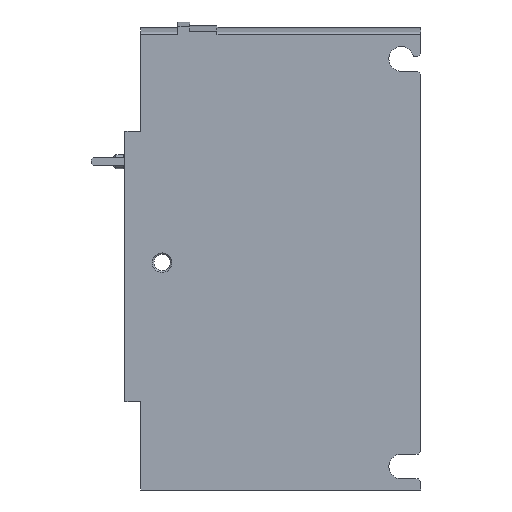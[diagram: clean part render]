
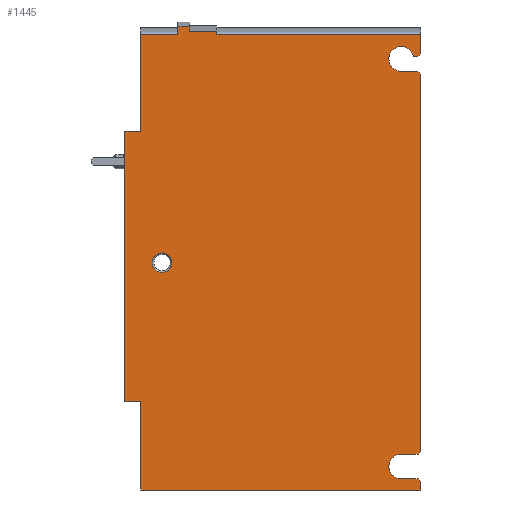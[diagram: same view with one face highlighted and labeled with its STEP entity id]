
A CAD part, left-side view. The second image highlights one B-rep face of the part: STEP entity #1445.
In plain terms, the highlighted planar face has unit normal (-1, 0, 0).
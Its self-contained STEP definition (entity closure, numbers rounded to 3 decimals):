
#42=CIRCLE('',#1513,2.5);
#43=CIRCLE('',#1514,3.15);
#44=CIRCLE('',#1515,3.15);
#90=ORIENTED_EDGE('',*,*,#374,.F.);
#91=ORIENTED_EDGE('',*,*,#375,.T.);
#92=ORIENTED_EDGE('',*,*,#376,.T.);
#93=ORIENTED_EDGE('',*,*,#377,.T.);
#94=ORIENTED_EDGE('',*,*,#378,.T.);
#95=ORIENTED_EDGE('',*,*,#379,.T.);
#96=ORIENTED_EDGE('',*,*,#380,.T.);
#97=ORIENTED_EDGE('',*,*,#381,.T.);
#98=ORIENTED_EDGE('',*,*,#382,.T.);
#99=ORIENTED_EDGE('',*,*,#383,.T.);
#100=ORIENTED_EDGE('',*,*,#384,.T.);
#101=ORIENTED_EDGE('',*,*,#385,.T.);
#102=ORIENTED_EDGE('',*,*,#386,.T.);
#103=ORIENTED_EDGE('',*,*,#387,.F.);
#104=ORIENTED_EDGE('',*,*,#388,.T.);
#105=ORIENTED_EDGE('',*,*,#389,.T.);
#106=ORIENTED_EDGE('',*,*,#390,.T.);
#107=ORIENTED_EDGE('',*,*,#391,.F.);
#108=ORIENTED_EDGE('',*,*,#392,.F.);
#109=ORIENTED_EDGE('',*,*,#393,.F.);
#110=ORIENTED_EDGE('',*,*,#394,.F.);
#111=ORIENTED_EDGE('',*,*,#395,.F.);
#112=ORIENTED_EDGE('',*,*,#366,.F.);
#113=ORIENTED_EDGE('',*,*,#396,.F.);
#114=ORIENTED_EDGE('',*,*,#397,.F.);
#115=ORIENTED_EDGE('',*,*,#398,.T.);
#116=ORIENTED_EDGE('',*,*,#399,.T.);
#366=EDGE_CURVE('',#508,#509,#607,.T.);
#374=EDGE_CURVE('',#516,#516,#42,.T.);
#375=EDGE_CURVE('',#517,#518,#615,.T.);
#376=EDGE_CURVE('',#518,#519,#616,.T.);
#377=EDGE_CURVE('',#519,#520,#43,.T.);
#378=EDGE_CURVE('',#520,#521,#617,.T.);
#379=EDGE_CURVE('',#521,#522,#618,.T.);
#380=EDGE_CURVE('',#522,#523,#619,.T.);
#381=EDGE_CURVE('',#523,#524,#620,.T.);
#382=EDGE_CURVE('',#524,#525,#621,.T.);
#383=EDGE_CURVE('',#525,#526,#44,.T.);
#384=EDGE_CURVE('',#526,#527,#622,.T.);
#385=EDGE_CURVE('',#527,#528,#623,.T.);
#386=EDGE_CURVE('',#528,#529,#624,.T.);
#387=EDGE_CURVE('',#530,#529,#625,.T.);
#388=EDGE_CURVE('',#530,#531,#626,.T.);
#389=EDGE_CURVE('',#531,#532,#627,.T.);
#390=EDGE_CURVE('',#532,#533,#628,.T.);
#391=EDGE_CURVE('',#534,#533,#629,.T.);
#392=EDGE_CURVE('',#535,#534,#630,.T.);
#393=EDGE_CURVE('',#536,#535,#631,.T.);
#394=EDGE_CURVE('',#537,#536,#632,.T.);
#395=EDGE_CURVE('',#509,#537,#633,.T.);
#396=EDGE_CURVE('',#538,#508,#634,.T.);
#397=EDGE_CURVE('',#539,#538,#635,.T.);
#398=EDGE_CURVE('',#539,#540,#636,.T.);
#399=EDGE_CURVE('',#540,#517,#637,.T.);
#508=VERTEX_POINT('',#1922);
#509=VERTEX_POINT('',#1923);
#516=VERTEX_POINT('',#1939);
#517=VERTEX_POINT('',#1941);
#518=VERTEX_POINT('',#1942);
#519=VERTEX_POINT('',#1944);
#520=VERTEX_POINT('',#1946);
#521=VERTEX_POINT('',#1948);
#522=VERTEX_POINT('',#1950);
#523=VERTEX_POINT('',#1952);
#524=VERTEX_POINT('',#1954);
#525=VERTEX_POINT('',#1956);
#526=VERTEX_POINT('',#1958);
#527=VERTEX_POINT('',#1960);
#528=VERTEX_POINT('',#1962);
#529=VERTEX_POINT('',#1964);
#530=VERTEX_POINT('',#1966);
#531=VERTEX_POINT('',#1968);
#532=VERTEX_POINT('',#1970);
#533=VERTEX_POINT('',#1972);
#534=VERTEX_POINT('',#1974);
#535=VERTEX_POINT('',#1976);
#536=VERTEX_POINT('',#1978);
#537=VERTEX_POINT('',#1980);
#538=VERTEX_POINT('',#1983);
#539=VERTEX_POINT('',#1985);
#540=VERTEX_POINT('',#1987);
#607=LINE('',#1921,#713);
#615=LINE('',#1940,#721);
#616=LINE('',#1943,#722);
#617=LINE('',#1947,#723);
#618=LINE('',#1949,#724);
#619=LINE('',#1951,#725);
#620=LINE('',#1953,#726);
#621=LINE('',#1955,#727);
#622=LINE('',#1959,#728);
#623=LINE('',#1961,#729);
#624=LINE('',#1963,#730);
#625=LINE('',#1965,#731);
#626=LINE('',#1967,#732);
#627=LINE('',#1969,#733);
#628=LINE('',#1971,#734);
#629=LINE('',#1973,#735);
#630=LINE('',#1975,#736);
#631=LINE('',#1977,#737);
#632=LINE('',#1979,#738);
#633=LINE('',#1981,#739);
#634=LINE('',#1982,#740);
#635=LINE('',#1984,#741);
#636=LINE('',#1986,#742);
#637=LINE('',#1988,#743);
#713=VECTOR('',#1617,1000.);
#721=VECTOR('',#1629,1000.);
#722=VECTOR('',#1630,1000.);
#723=VECTOR('',#1633,1000.);
#724=VECTOR('',#1634,1000.);
#725=VECTOR('',#1635,1000.);
#726=VECTOR('',#1636,1000.);
#727=VECTOR('',#1637,1000.);
#728=VECTOR('',#1640,1000.);
#729=VECTOR('',#1641,1000.);
#730=VECTOR('',#1642,1000.);
#731=VECTOR('',#1643,1000.);
#732=VECTOR('',#1644,1000.);
#733=VECTOR('',#1645,1000.);
#734=VECTOR('',#1646,1000.);
#735=VECTOR('',#1647,1000.);
#736=VECTOR('',#1648,1000.);
#737=VECTOR('',#1649,1000.);
#738=VECTOR('',#1650,1000.);
#739=VECTOR('',#1651,1000.);
#740=VECTOR('',#1652,1000.);
#741=VECTOR('',#1653,1000.);
#742=VECTOR('',#1654,1000.);
#743=VECTOR('',#1655,1000.);
#819=EDGE_LOOP('',(#90));
#820=EDGE_LOOP('',(#91,#92,#93,#94,#95,#96,#97,#98,#99,#100,#101,#102,#103,
#104,#105,#106,#107,#108,#109,#110,#111,#112,#113,#114,#115,#116));
#899=FACE_BOUND('',#819,.T.);
#900=FACE_BOUND('',#820,.T.);
#976=PLANE('',#1512);
#1445=ADVANCED_FACE('',(#899,#900),#976,.F.);
#1512=AXIS2_PLACEMENT_3D('',#1937,#1625,#1626);
#1513=AXIS2_PLACEMENT_3D('',#1938,#1627,#1628);
#1514=AXIS2_PLACEMENT_3D('',#1945,#1631,#1632);
#1515=AXIS2_PLACEMENT_3D('',#1957,#1638,#1639);
#1617=DIRECTION('',(0.,0.,1.));
#1625=DIRECTION('',(1.,0.,0.));
#1626=DIRECTION('',(0.,0.,-1.));
#1627=DIRECTION('',(-1.,0.,0.));
#1628=DIRECTION('',(0.,0.,1.));
#1629=DIRECTION('',(0.,0.707,0.707));
#1630=DIRECTION('',(0.,1.,0.));
#1631=DIRECTION('',(1.,0.,0.));
#1632=DIRECTION('',(0.,0.,-1.));
#1633=DIRECTION('',(0.,-1.,0.));
#1634=DIRECTION('',(0.,-0.707,0.707));
#1635=DIRECTION('',(0.,0.,1.));
#1636=DIRECTION('',(0.,0.707,0.707));
#1637=DIRECTION('',(0.,1.,0.));
#1638=DIRECTION('',(1.,0.,0.));
#1639=DIRECTION('',(0.,0.,-1.));
#1640=DIRECTION('',(0.,-1.,0.));
#1641=DIRECTION('',(0.,-0.707,0.707));
#1642=DIRECTION('',(0.,0.,1.));
#1643=DIRECTION('',(0.,-1.,0.));
#1644=DIRECTION('',(0.,0.,1.));
#1645=DIRECTION('',(0.,1.,0.));
#1646=DIRECTION('',(0.,0.,1.));
#1647=DIRECTION('',(0.,-1.,0.));
#1648=DIRECTION('',(0.,0.,1.));
#1649=DIRECTION('',(0.,-1.,0.));
#1650=DIRECTION('',(0.,0.,1.));
#1651=DIRECTION('',(0.,-1.,0.));
#1652=DIRECTION('',(0.,1.,0.));
#1653=DIRECTION('',(0.,0.,1.));
#1654=DIRECTION('',(0.,-1.,0.));
#1655=DIRECTION('',(0.,0.,1.));
#1921=CARTESIAN_POINT('',(-9.,75.5,-35.5));
#1922=CARTESIAN_POINT('',(-9.,75.5,-35.5));
#1923=CARTESIAN_POINT('',(-9.,75.5,33.5));
#1937=CARTESIAN_POINT('',(-9.,71.5,-58.));
#1938=CARTESIAN_POINT('',(-9.,66.,0.));
#1939=CARTESIAN_POINT('',(-9.,66.,2.5));
#1940=CARTESIAN_POINT('',(-9.,0.,-55.85));
#1941=CARTESIAN_POINT('',(-9.,0.,-55.85));
#1942=CARTESIAN_POINT('',(-9.,0.7,-55.15));
#1943=CARTESIAN_POINT('',(-9.,0.7,-55.15));
#1944=CARTESIAN_POINT('',(-9.,5.,-55.15));
#1945=CARTESIAN_POINT('',(-9.,5.,-52.));
#1946=CARTESIAN_POINT('',(-9.,5.,-48.85));
#1947=CARTESIAN_POINT('',(-9.,5.,-48.85));
#1948=CARTESIAN_POINT('',(-9.,0.7,-48.85));
#1949=CARTESIAN_POINT('',(-9.,0.7,-48.85));
#1950=CARTESIAN_POINT('',(-9.,0.,-48.15));
#1951=CARTESIAN_POINT('',(-9.,0.,-58.));
#1952=CARTESIAN_POINT('',(-9.,0.,48.1));
#1953=CARTESIAN_POINT('',(-9.,0.,48.1));
#1954=CARTESIAN_POINT('',(-9.,0.75,48.85));
#1955=CARTESIAN_POINT('',(-9.,0.75,48.85));
#1956=CARTESIAN_POINT('',(-9.,5.,48.85));
#1957=CARTESIAN_POINT('',(-9.,5.,52.));
#1958=CARTESIAN_POINT('',(-9.,1.898,52.55));
#1959=CARTESIAN_POINT('',(-9.,1.898,52.55));
#1960=CARTESIAN_POINT('',(-9.,0.75,52.55));
#1961=CARTESIAN_POINT('',(-9.,0.75,52.55));
#1962=CARTESIAN_POINT('',(-9.,0.,53.3));
#1963=CARTESIAN_POINT('',(-9.,0.,-58.));
#1964=CARTESIAN_POINT('',(-9.,0.,58.292));
#1965=CARTESIAN_POINT('',(-9.,71.5,58.292));
#1966=CARTESIAN_POINT('',(-9.,52.,58.292));
#1967=CARTESIAN_POINT('',(-9.,52.,11.));
#1968=CARTESIAN_POINT('',(-9.,52.,59.083));
#1969=CARTESIAN_POINT('',(-9.,52.,59.083));
#1970=CARTESIAN_POINT('',(-9.,59.,59.083));
#1971=CARTESIAN_POINT('',(-9.,59.,11.));
#1972=CARTESIAN_POINT('',(-9.,59.,60.125));
#1973=CARTESIAN_POINT('',(-9.,62.,60.125));
#1974=CARTESIAN_POINT('',(-9.,62.,60.125));
#1975=CARTESIAN_POINT('',(-9.,62.,11.));
#1976=CARTESIAN_POINT('',(-9.,62.,58.292));
#1977=CARTESIAN_POINT('',(-9.,71.5,58.292));
#1978=CARTESIAN_POINT('',(-9.,71.5,58.292));
#1979=CARTESIAN_POINT('',(-9.,71.5,-58.));
#1980=CARTESIAN_POINT('',(-9.,71.5,33.5));
#1981=CARTESIAN_POINT('',(-9.,75.5,33.5));
#1982=CARTESIAN_POINT('',(-9.,71.5,-35.5));
#1983=CARTESIAN_POINT('',(-9.,71.5,-35.5));
#1984=CARTESIAN_POINT('',(-9.,71.5,-58.));
#1985=CARTESIAN_POINT('',(-9.,71.5,-58.));
#1986=CARTESIAN_POINT('',(-9.,71.5,-58.));
#1987=CARTESIAN_POINT('',(-9.,0.,-58.));
#1988=CARTESIAN_POINT('',(-9.,0.,-58.));
